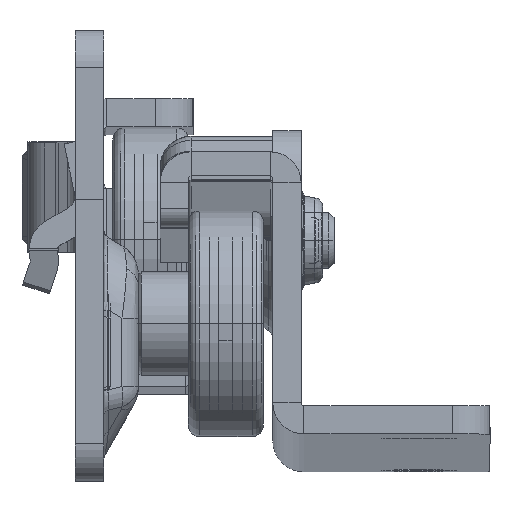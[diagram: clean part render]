
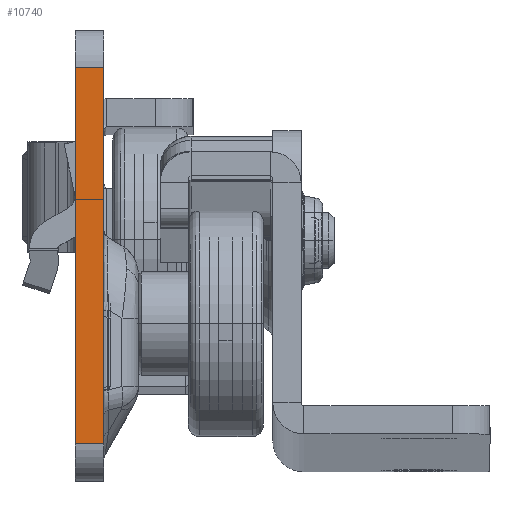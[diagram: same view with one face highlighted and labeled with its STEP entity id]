
A CAD part, top view. The second image highlights one B-rep face of the part: STEP entity #10740.
In plain terms, the highlighted planar face has unit normal (0, 0, 1).
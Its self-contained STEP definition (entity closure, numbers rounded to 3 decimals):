
#304 = LINE ( 'NONE', #12947, #25527 ) ;
#1676 = CARTESIAN_POINT ( 'NONE',  ( -3., 18.3, 0. ) ) ;
#1860 = ORIENTED_EDGE ( 'NONE', *, *, #5339, .T. ) ;
#4098 = DIRECTION ( 'NONE',  ( 0., -1., 0. ) ) ;
#4452 = DIRECTION ( 'NONE',  ( 1., 0., 0. ) ) ;
#5339 = EDGE_CURVE ( 'NONE', #20278, #14206, #17008, .T. ) ;
#6242 = LINE ( 'NONE', #1676, #21984 ) ;
#7058 = DIRECTION ( 'NONE',  ( 1., 0., 0. ) ) ;
#7098 = CARTESIAN_POINT ( 'NONE',  ( 0., -29.094, 0. ) ) ;
#9259 = CARTESIAN_POINT ( 'NONE',  ( -3., -21.7, 0. ) ) ;
#10740 = ADVANCED_FACE ( 'NONE', ( #24470 ), #26329, .T. ) ;
#11442 = CARTESIAN_POINT ( 'NONE',  ( -3., -29.094, 0. ) ) ;
#12946 = EDGE_CURVE ( 'NONE', #14206, #13660, #304, .T. ) ;
#12947 = CARTESIAN_POINT ( 'NONE',  ( -122.719, -21.7, 0. ) ) ;
#13436 = VECTOR ( 'NONE', #4098, 1000. ) ;
#13660 = VERTEX_POINT ( 'NONE', #18235 ) ;
#14047 = VECTOR ( 'NONE', #16011, 1000. ) ;
#14206 = VERTEX_POINT ( 'NONE', #9259 ) ;
#14804 = EDGE_LOOP ( 'NONE', ( #24956, #20876, #1860, #19840 ) ) ;
#15028 = CARTESIAN_POINT ( 'NONE',  ( -3., 18.3, 0. ) ) ;
#15759 = CARTESIAN_POINT ( 'NONE',  ( 0., 18.3, 0. ) ) ;
#16011 = DIRECTION ( 'NONE',  ( 0., -1., 0. ) ) ;
#17008 = LINE ( 'NONE', #23517, #13436 ) ;
#17966 = VERTEX_POINT ( 'NONE', #15759 ) ;
#18235 = CARTESIAN_POINT ( 'NONE',  ( 0., -21.7, 0. ) ) ;
#18280 = LINE ( 'NONE', #7098, #14047 ) ;
#19840 = ORIENTED_EDGE ( 'NONE', *, *, #12946, .T. ) ;
#20278 = VERTEX_POINT ( 'NONE', #15028 ) ;
#20876 = ORIENTED_EDGE ( 'NONE', *, *, #27366, .F. ) ;
#21387 = EDGE_CURVE ( 'NONE', #17966, #13660, #18280, .T. ) ;
#21984 = VECTOR ( 'NONE', #23541, 1000. ) ;
#23153 = AXIS2_PLACEMENT_3D ( 'NONE', #11442, #26192, #7058 ) ;
#23517 = CARTESIAN_POINT ( 'NONE',  ( -3., -29.094, 0. ) ) ;
#23541 = DIRECTION ( 'NONE',  ( 1., 0., 0. ) ) ;
#24470 = FACE_OUTER_BOUND ( 'NONE', #14804, .T. ) ;
#24956 = ORIENTED_EDGE ( 'NONE', *, *, #21387, .F. ) ;
#25527 = VECTOR ( 'NONE', #4452, 1000. ) ;
#26192 = DIRECTION ( 'NONE',  ( 0., 0., 1. ) ) ;
#26329 = PLANE ( 'NONE',  #23153 ) ;
#27366 = EDGE_CURVE ( 'NONE', #20278, #17966, #6242, .T. ) ;
